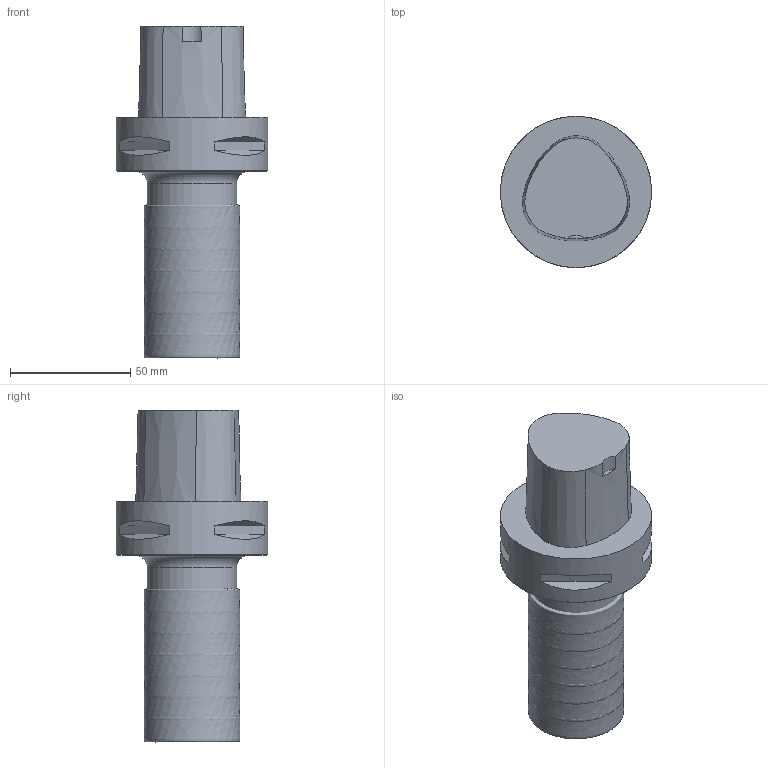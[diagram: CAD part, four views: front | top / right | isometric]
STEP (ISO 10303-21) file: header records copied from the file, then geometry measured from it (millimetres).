
FILE_DESCRIPTION(/* description */ (''),/* implementation_level */ '2;1');
FILE_NAME(/* name */ '1583477483917.stp',/* time_stamp */ '2020-03-06T12:21:39+06:00',/* author */ (''),/* organization */ ('SMS'),/* preprocessor_version */ 'ST-DEVELOPER v16.7',/* originating_system */ 'SIEMENS PLM Software NX 12.0',/* authorisation */ '');
FILE_SCHEMA (('AUTOMOTIVE_DESIGN { 1 0 10303 214 3 1 1 1 }'));
Products named in the file (4): ASSEMBLY_CONSTRUCTION; 202220500mod000_00; 202888870mod000_00; 202888869mod000_00
Assembly tree (9 placements, depth 2):
  202888869mod000_00
    202888870mod000_00
    202220500mod000_00  x7
    ASSEMBLY_CONSTRUCTION
Bounding box: 63 x 63 x 138.21 mm (x, y, z)
Volume: 260930.5 mm3; surface area: 49736.7 mm2
Topology: 8 solids, 8 shells, 55 faces, 123 edges, 124 vertices
Faces by surface type: cone 23, plane 18, bspline 7, torus 4, cylinder 3
Full cylindrical faces by diameter (mm): 37.168 x1, 63 x1
Entity records: 39580 total; most frequent: CARTESIAN_POINT 38007, DIRECTION 306, ORIENTED_EDGE 148, AXIS2_PLACEMENT_3D 142, EDGE_LOOP 78, STYLED_ITEM 78, PRESENTATION_STYLE_ASSIGNMENT 78, EDGE_CURVE 74
